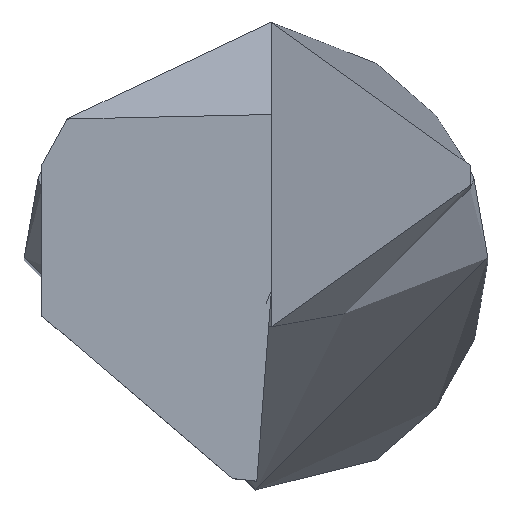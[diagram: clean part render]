
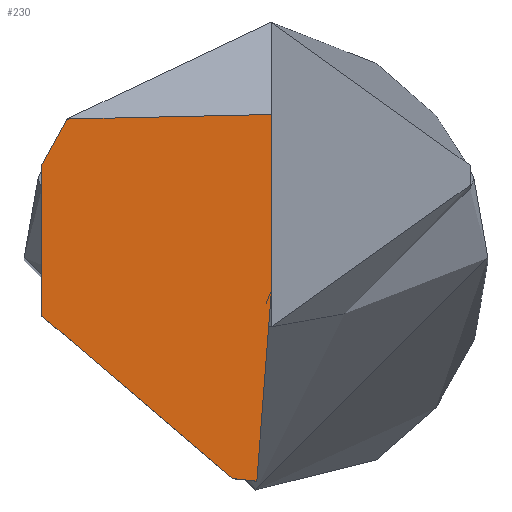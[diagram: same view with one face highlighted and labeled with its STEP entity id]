
A CAD part, top view. The second image highlights one B-rep face of the part: STEP entity #230.
In plain terms, the highlighted planar face has unit normal (-0.052, 0.017, 0.999).
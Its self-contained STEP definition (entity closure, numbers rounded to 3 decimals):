
#28 = DIRECTION ( 'NONE',  ( -0.999, 0., -0.052 ) ) ;
#39 = CARTESIAN_POINT ( 'NONE',  ( -0.307, -2.917, -0.017 ) ) ;
#73 = CARTESIAN_POINT ( 'NONE',  ( -2.447, 1.736, -0.211 ) ) ;
#75 = ORIENTED_EDGE ( 'NONE', *, *, #811, .T. ) ;
#111 = LINE ( 'NONE', #735, #541 ) ;
#127 = LINE ( 'NONE', #165, #338 ) ;
#132 = EDGE_CURVE ( 'NONE', #372, #670, #593, .T. ) ;
#138 = VERTEX_POINT ( 'NONE', #210 ) ;
#155 = CARTESIAN_POINT ( 'NONE',  ( 0.01, -8., 0.088 ) ) ;
#165 = CARTESIAN_POINT ( 'NONE',  ( 0.538, -3.006, 0.029 ) ) ;
#174 = CARTESIAN_POINT ( 'NONE',  ( 0.01, -2.95, 0. ) ) ;
#175 = CARTESIAN_POINT ( 'NONE',  ( -2.769, 1.153, -0.217 ) ) ;
#195 = CARTESIAN_POINT ( 'NONE',  ( 0.2, -0.483, -0.033 ) ) ;
#198 =( BOUNDED_CURVE ( )  B_SPLINE_CURVE ( 3, ( #208, #832, #637, #773 ),
 .UNSPECIFIED., .F., .T. ) 
 B_SPLINE_CURVE_WITH_KNOTS ( ( 4, 4 ),
 ( 0.073, 0.296 ),
 .UNSPECIFIED. ) 
 CURVE ( )  GEOMETRIC_REPRESENTATION_ITEM ( )  RATIONAL_B_SPLINE_CURVE ( ( 1., 0.996, 0.996, 1. ) ) 
 REPRESENTATION_ITEM ( '' )  );
#204 = EDGE_CURVE ( 'NONE', #670, #544, #626, .T. ) ;
#208 = CARTESIAN_POINT ( 'NONE',  ( -2.769, 1.153, -0.217 ) ) ;
#210 = CARTESIAN_POINT ( 'NONE',  ( 0.2, -0.483, -0.033 ) ) ;
#223 = VERTEX_POINT ( 'NONE', #302 ) ;
#226 = CARTESIAN_POINT ( 'NONE',  ( -0.307, -2.917, -0.017 ) ) ;
#230 = ADVANCED_FACE ( 'NONE', ( #324 ), #582, .F. ) ;
#232 = EDGE_LOOP ( 'NONE', ( #335, #532, #422, #883, #75, #759, #796 ) ) ;
#270 = EDGE_CURVE ( 'NONE', #580, #372, #127, .T. ) ;
#302 = CARTESIAN_POINT ( 'NONE',  ( 0.2, 1.794, -0.073 ) ) ;
#317 = DIRECTION ( 'NONE',  ( 0.998, 0.022, 0.052 ) ) ;
#324 = FACE_OUTER_BOUND ( 'NONE', #232, .T. ) ;
#335 = ORIENTED_EDGE ( 'NONE', *, *, #204, .F. ) ;
#338 = VECTOR ( 'NONE', #715, 1000. ) ;
#371 = DIRECTION ( 'NONE',  ( 0.052, -0.017, -0.998 ) ) ;
#372 = VERTEX_POINT ( 'NONE', #39 ) ;
#382 = CARTESIAN_POINT ( 'NONE',  ( -0.289, -2.126, -0.03 ) ) ;
#408 = EDGE_CURVE ( 'NONE', #580, #138, #429, .T. ) ;
#422 = ORIENTED_EDGE ( 'NONE', *, *, #270, .F. ) ;
#429 =( BOUNDED_CURVE ( )  B_SPLINE_CURVE ( 3, ( #174, #382, #546, #195 ),
 .UNSPECIFIED., .F., .F. ) 
 B_SPLINE_CURVE_WITH_KNOTS ( ( 4, 4 ),
 ( 2.472, 3.322 ),
 .UNSPECIFIED. ) 
 CURVE ( )  GEOMETRIC_REPRESENTATION_ITEM ( )  RATIONAL_B_SPLINE_CURVE ( ( 1., 0.941, 0.941, 1. ) ) 
 REPRESENTATION_ITEM ( '' )  );
#476 = AXIS2_PLACEMENT_3D ( 'NONE', #155, #371, #28 ) ;
#516 = EDGE_CURVE ( 'NONE', #843, #223, #111, .T. ) ;
#532 = ORIENTED_EDGE ( 'NONE', *, *, #132, .F. ) ;
#541 = VECTOR ( 'NONE', #317, 1000. ) ;
#544 = VERTEX_POINT ( 'NONE', #175 ) ;
#546 = CARTESIAN_POINT ( 'NONE',  ( -0.222, -1.252, -0.042 ) ) ;
#564 = CARTESIAN_POINT ( 'NONE',  ( -2.769, -0.812, -0.183 ) ) ;
#571 = CARTESIAN_POINT ( 'NONE',  ( -2.376, -1.932, -0.143 ) ) ;
#580 = VERTEX_POINT ( 'NONE', #765 ) ;
#582 = PLANE ( 'NONE',  #476 ) ;
#593 =( BOUNDED_CURVE ( )  B_SPLINE_CURVE ( 3, ( #226, #704, #571, #564 ),
 .UNSPECIFIED., .F., .T. ) 
 B_SPLINE_CURVE_WITH_KNOTS ( ( 4, 4 ),
 ( 4.572, 5.624 ),
 .UNSPECIFIED. ) 
 CURVE ( )  GEOMETRIC_REPRESENTATION_ITEM ( )  RATIONAL_B_SPLINE_CURVE ( ( 1., 0.91, 0.91, 1. ) ) 
 REPRESENTATION_ITEM ( '' )  );
#626 = LINE ( 'NONE', #726, #867 ) ;
#630 = VECTOR ( 'NONE', #776, 1000. ) ;
#637 = CARTESIAN_POINT ( 'NONE',  ( -2.576, 1.554, -0.214 ) ) ;
#670 = VERTEX_POINT ( 'NONE', #699 ) ;
#699 = CARTESIAN_POINT ( 'NONE',  ( -2.769, -0.812, -0.183 ) ) ;
#704 = CARTESIAN_POINT ( 'NONE',  ( -1.474, -2.703, -0.082 ) ) ;
#715 = DIRECTION ( 'NONE',  ( -0.993, 0.104, -0.054 ) ) ;
#721 = DIRECTION ( 'NONE',  ( 0., 1., -0.017 ) ) ;
#726 = CARTESIAN_POINT ( 'NONE',  ( -2.769, -8.002, -0.058 ) ) ;
#735 = CARTESIAN_POINT ( 'NONE',  ( 0.101, 1.792, -0.078 ) ) ;
#759 = ORIENTED_EDGE ( 'NONE', *, *, #516, .F. ) ;
#765 = CARTESIAN_POINT ( 'NONE',  ( 0.01, -2.95, 0. ) ) ;
#773 = CARTESIAN_POINT ( 'NONE',  ( -2.447, 1.736, -0.211 ) ) ;
#776 = DIRECTION ( 'NONE',  ( 0., 1., -0.017 ) ) ;
#793 = EDGE_CURVE ( 'NONE', #544, #843, #198, .T. ) ;
#796 = ORIENTED_EDGE ( 'NONE', *, *, #793, .F. ) ;
#811 = EDGE_CURVE ( 'NONE', #138, #223, #817, .T. ) ;
#817 = LINE ( 'NONE', #846, #630 ) ;
#832 = CARTESIAN_POINT ( 'NONE',  ( -2.684, 1.359, -0.216 ) ) ;
#843 = VERTEX_POINT ( 'NONE', #73 ) ;
#846 = CARTESIAN_POINT ( 'NONE',  ( 0.2, -0.001, -0.042 ) ) ;
#867 = VECTOR ( 'NONE', #721, 1000. ) ;
#883 = ORIENTED_EDGE ( 'NONE', *, *, #408, .T. ) ;
